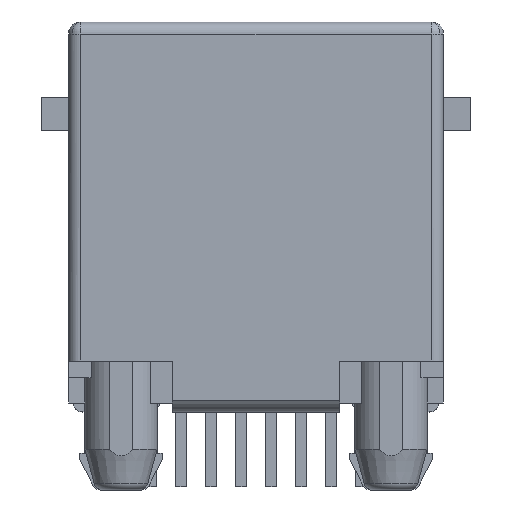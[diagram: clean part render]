
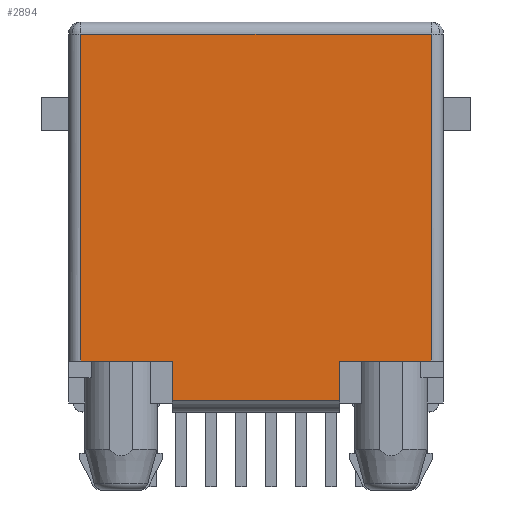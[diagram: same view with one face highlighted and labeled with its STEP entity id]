
A CAD part, front view. The second image highlights one B-rep face of the part: STEP entity #2894.
In plain terms, the highlighted planar face has unit normal (0, -1, 0).
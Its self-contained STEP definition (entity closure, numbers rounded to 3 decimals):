
#267 = VERTEX_POINT ( 'NONE', #5140 ) ;
#386 = DIRECTION ( 'NONE',  ( 0., 0., 1. ) ) ;
#432 = EDGE_CURVE ( 'NONE', #1712, #2197, #5135, .T. ) ;
#535 = CARTESIAN_POINT ( 'NONE',  ( 3.556, -8.319, -16.042 ) ) ;
#675 = FACE_OUTER_BOUND ( 'NONE', #9002, .T. ) ;
#697 = DIRECTION ( 'NONE',  ( 1., 0., 0. ) ) ;
#1302 = VERTEX_POINT ( 'NONE', #535 ) ;
#1333 = LINE ( 'NONE', #7934, #8135 ) ;
#1456 = ORIENTED_EDGE ( 'NONE', *, *, #7885, .T. ) ;
#1712 = VERTEX_POINT ( 'NONE', #6875 ) ;
#1791 = CARTESIAN_POINT ( 'NONE',  ( -3.556, -8.319, -14.351 ) ) ;
#1959 = CARTESIAN_POINT ( 'NONE',  ( -7.429, -8.319, -14.351 ) ) ;
#2197 = VERTEX_POINT ( 'NONE', #1791 ) ;
#2335 = EDGE_CURVE ( 'NONE', #5614, #4622, #4766, .T. ) ;
#2355 = CARTESIAN_POINT ( 'NONE',  ( 3.556, -8.319, -16.042 ) ) ;
#2729 = EDGE_CURVE ( 'NONE', #1302, #7779, #4638, .T. ) ;
#2776 = EDGE_CURVE ( 'NONE', #7779, #4063, #1333, .T. ) ;
#2894 = ADVANCED_FACE ( 'NONE', ( #675 ), #9042, .T. ) ;
#2907 = EDGE_CURVE ( 'NONE', #267, #4063, #8461, .T. ) ;
#3042 = EDGE_CURVE ( 'NONE', #1712, #1302, #4187, .T. ) ;
#3380 = VECTOR ( 'NONE', #386, 1000. ) ;
#3463 = CARTESIAN_POINT ( 'NONE',  ( -7.938, -8.319, 0. ) ) ;
#3850 = ORIENTED_EDGE ( 'NONE', *, *, #3042, .T. ) ;
#3915 = ORIENTED_EDGE ( 'NONE', *, *, #2335, .F. ) ;
#4063 = VERTEX_POINT ( 'NONE', #5050 ) ;
#4080 = ORIENTED_EDGE ( 'NONE', *, *, #2729, .T. ) ;
#4187 = LINE ( 'NONE', #6413, #5937 ) ;
#4279 = DIRECTION ( 'NONE',  ( 0., 0., -1. ) ) ;
#4378 = DIRECTION ( 'NONE',  ( 1., 0., 0. ) ) ;
#4517 = ORIENTED_EDGE ( 'NONE', *, *, #2907, .F. ) ;
#4622 = VERTEX_POINT ( 'NONE', #7041 ) ;
#4638 = LINE ( 'NONE', #2355, #6705 ) ;
#4707 = EDGE_CURVE ( 'NONE', #5614, #2197, #7024, .T. ) ;
#4766 = LINE ( 'NONE', #1959, #6823 ) ;
#4833 = DIRECTION ( 'NONE',  ( 0., 0., -1. ) ) ;
#4875 = LINE ( 'NONE', #8728, #7273 ) ;
#5050 = CARTESIAN_POINT ( 'NONE',  ( 7.429, -8.319, -14.351 ) ) ;
#5101 = ORIENTED_EDGE ( 'NONE', *, *, #4707, .T. ) ;
#5135 = LINE ( 'NONE', #5994, #3380 ) ;
#5140 = CARTESIAN_POINT ( 'NONE',  ( 7.429, -8.319, -0.508 ) ) ;
#5163 = AXIS2_PLACEMENT_3D ( 'NONE', #3463, #8413, #4833 ) ;
#5550 = CARTESIAN_POINT ( 'NONE',  ( -7.429, -8.319, -14.351 ) ) ;
#5614 = VERTEX_POINT ( 'NONE', #8329 ) ;
#5937 = VECTOR ( 'NONE', #4378, 1000. ) ;
#5994 = CARTESIAN_POINT ( 'NONE',  ( -3.556, -8.319, -16.042 ) ) ;
#6028 = CARTESIAN_POINT ( 'NONE',  ( 3.556, -8.319, -14.351 ) ) ;
#6413 = CARTESIAN_POINT ( 'NONE',  ( -3.556, -8.319, -16.042 ) ) ;
#6471 = VECTOR ( 'NONE', #697, 1000. ) ;
#6590 = VECTOR ( 'NONE', #4279, 1000. ) ;
#6705 = VECTOR ( 'NONE', #8613, 1000. ) ;
#6756 = DIRECTION ( 'NONE',  ( -1., 0., 0. ) ) ;
#6823 = VECTOR ( 'NONE', #8211, 1000. ) ;
#6875 = CARTESIAN_POINT ( 'NONE',  ( -3.556, -8.319, -16.042 ) ) ;
#6961 = ORIENTED_EDGE ( 'NONE', *, *, #2776, .T. ) ;
#7024 = LINE ( 'NONE', #5550, #6471 ) ;
#7041 = CARTESIAN_POINT ( 'NONE',  ( -7.429, -8.319, -0.508 ) ) ;
#7273 = VECTOR ( 'NONE', #6756, 1000. ) ;
#7732 = CARTESIAN_POINT ( 'NONE',  ( 7.429, -8.319, -0.508 ) ) ;
#7779 = VERTEX_POINT ( 'NONE', #6028 ) ;
#7885 = EDGE_CURVE ( 'NONE', #267, #4622, #4875, .T. ) ;
#7934 = CARTESIAN_POINT ( 'NONE',  ( 3.556, -8.319, -14.351 ) ) ;
#7969 = DIRECTION ( 'NONE',  ( 1., 0., 0. ) ) ;
#8135 = VECTOR ( 'NONE', #7969, 1000. ) ;
#8211 = DIRECTION ( 'NONE',  ( 0., 0., 1. ) ) ;
#8329 = CARTESIAN_POINT ( 'NONE',  ( -7.429, -8.319, -14.351 ) ) ;
#8413 = DIRECTION ( 'NONE',  ( 0., -1., 0. ) ) ;
#8449 = ORIENTED_EDGE ( 'NONE', *, *, #432, .F. ) ;
#8461 = LINE ( 'NONE', #7732, #6590 ) ;
#8613 = DIRECTION ( 'NONE',  ( 0., 0., 1. ) ) ;
#8728 = CARTESIAN_POINT ( 'NONE',  ( 7.429, -8.319, -0.508 ) ) ;
#9002 = EDGE_LOOP ( 'NONE', ( #3915, #5101, #8449, #3850, #4080, #6961, #4517, #1456 ) ) ;
#9042 = PLANE ( 'NONE',  #5163 ) ;
